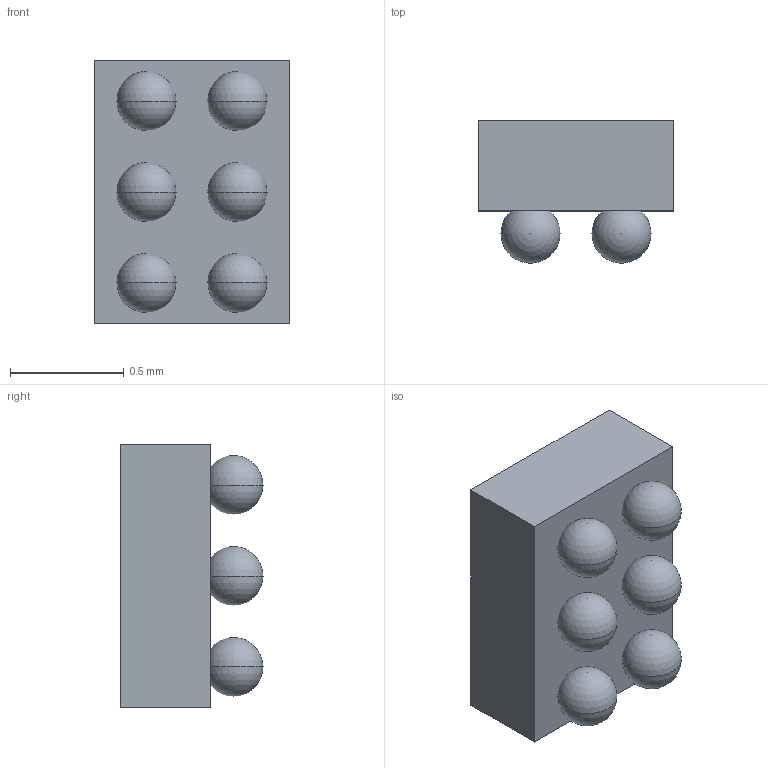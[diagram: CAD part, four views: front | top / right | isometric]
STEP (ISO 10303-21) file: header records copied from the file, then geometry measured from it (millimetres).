
FILE_DESCRIPTION (( 'STEP AP214' ), '1' );
FILE_NAME ('FAN53611AUC12X.STEP', '2019-10-23T10:17:55', ( '' ), ( '' ), 'SwSTEP 2.0', 'SolidWorks 2017', '' );
FILE_SCHEMA (( 'AUTOMOTIVE_DESIGN' ));
Length unit declared in the file: millimetre
Products named in the file (1): FAN53611AUC12X
Bounding box: 0.86 x 0.62 x 1.16 mm (x, y, z)
Volume: 0.5 mm3; surface area: 4.9 mm2
Topology: 7 solids, 7 shells, 18 faces, 54 edges, 38 vertices
Faces by surface type: sphere 12, plane 6
Entity records: 616 total; most frequent: DIRECTION 74, CARTESIAN_POINT 63, ORIENTED_EDGE 48, AXIS2_PLACEMENT_3D 31, EDGE_CURVE 24, UNCERTAINTY_MEASURE_WITH_UNIT 21, COLOUR_RGB 20, SURFACE_STYLE_USAGE 20
